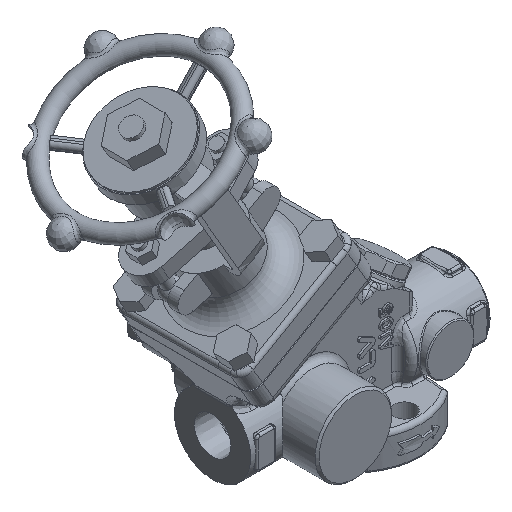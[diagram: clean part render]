
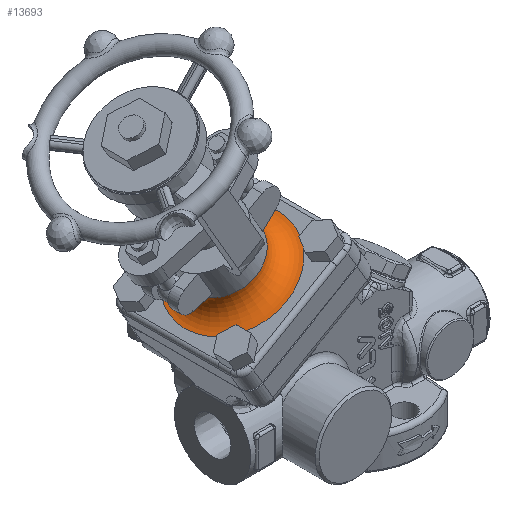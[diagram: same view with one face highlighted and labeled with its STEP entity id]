
A CAD part, isometric view. The second image highlights one B-rep face of the part: STEP entity #13693.
In plain terms, the highlighted toroidal (fillet/blend) face has major radius 27 mm and minor radius 10 mm.
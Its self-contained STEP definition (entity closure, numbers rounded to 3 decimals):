
#190=TOROIDAL_SURFACE('',#14786,27.,10.);
#956=FACE_OUTER_BOUND('',#1817,.T.);
#1817=EDGE_LOOP('',(#10140,#10141,#10142,#10143));
#3026=CIRCLE('',#14553,27.);
#3130=CIRCLE('',#14711,17.);
#3147=CIRCLE('',#14787,10.);
#5723=VERTEX_POINT('',#20520);
#5977=VERTEX_POINT('',#22059);
#7148=EDGE_CURVE('',#5723,#5723,#3026,.T.);
#7465=EDGE_CURVE('',#5977,#5977,#3130,.T.);
#7583=EDGE_CURVE('',#5977,#5723,#3147,.T.);
#10140=ORIENTED_EDGE('',*,*,#7465,.T.);
#10141=ORIENTED_EDGE('',*,*,#7583,.T.);
#10142=ORIENTED_EDGE('',*,*,#7148,.T.);
#10143=ORIENTED_EDGE('',*,*,#7583,.F.);
#13693=ADVANCED_FACE('',(#956),#190,.F.);
#14553=AXIS2_PLACEMENT_3D('',#20521,#16264,#16265);
#14711=AXIS2_PLACEMENT_3D('',#22061,#16757,#16758);
#14786=AXIS2_PLACEMENT_3D('',#22342,#16990,#16991);
#14787=AXIS2_PLACEMENT_3D('',#22343,#16992,#16993);
#16264=DIRECTION('center_axis',(-0.5,0.,0.866));
#16265=DIRECTION('ref_axis',(-0.866,0.,-0.5));
#16757=DIRECTION('center_axis',(0.5,0.,-0.866));
#16758=DIRECTION('ref_axis',(-0.866,0.,-0.5));
#16990=DIRECTION('center_axis',(0.5,0.,-0.866));
#16991=DIRECTION('ref_axis',(-0.866,0.,-0.5));
#16992=DIRECTION('center_axis',(0.,-1.,0.));
#16993=DIRECTION('ref_axis',(0.866,0.,0.5));
#20520=CARTESIAN_POINT('',(-36.867,0.,107.751));
#20521=CARTESIAN_POINT('Origin',(-60.25,0.,94.251));
#22059=CARTESIAN_POINT('',(-50.528,0.,111.411));
#22061=CARTESIAN_POINT('Origin',(-65.25,0.,102.911));
#22342=CARTESIAN_POINT('Origin',(-65.25,0.,102.911));
#22343=CARTESIAN_POINT('Origin',(-41.867,0.,
116.411));
